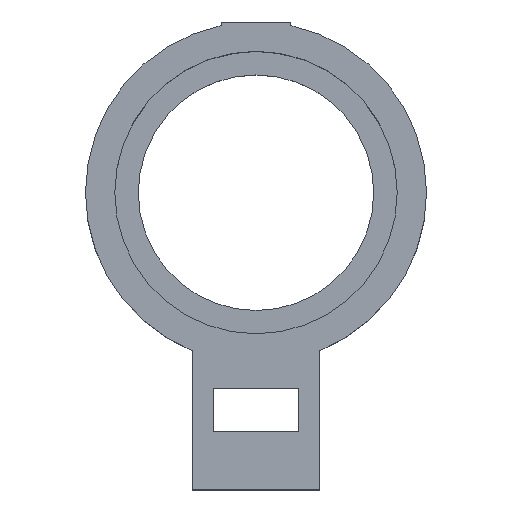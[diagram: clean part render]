
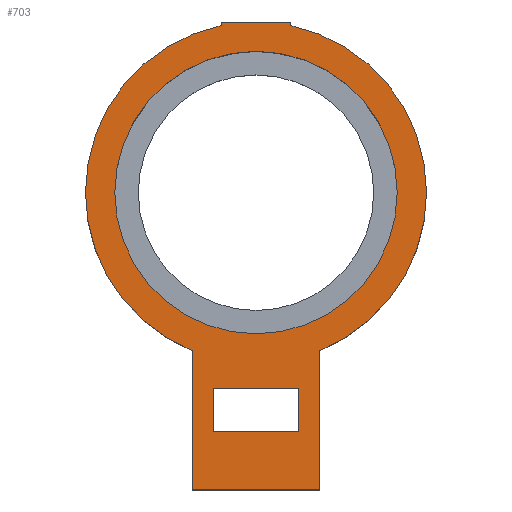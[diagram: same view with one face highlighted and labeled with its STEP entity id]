
A CAD part, top view. The second image highlights one B-rep face of the part: STEP entity #703.
In plain terms, the highlighted planar face has unit normal (0, 0, 1).
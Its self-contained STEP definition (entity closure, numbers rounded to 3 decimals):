
#22=FACE_BOUND('',#127,.T.);
#23=FACE_BOUND('',#128,.T.);
#43=PLANE('',#766);
#83=FACE_OUTER_BOUND('',#126,.T.);
#126=EDGE_LOOP('',(#643,#644,#645,#646,#647,#648,#649,#650));
#127=EDGE_LOOP('',(#651,#652,#653,#654));
#128=EDGE_LOOP('',(#655));
#159=CIRCLE('',#734,19.25);
#164=CIRCLE('',#755,23.25);
#165=CIRCLE('',#757,23.25);
#175=LINE('',#3077,#235);
#203=LINE('',#3288,#263);
#206=LINE('',#3294,#266);
#209=LINE('',#3299,#269);
#211=LINE('',#3302,#271);
#213=LINE('',#3308,#273);
#217=LINE('',#3316,#277);
#221=LINE('',#3323,#281);
#225=LINE('',#3344,#285);
#227=LINE('',#3347,#287);
#235=VECTOR('',#803,10.);
#263=VECTOR('',#861,10.);
#266=VECTOR('',#866,10.);
#269=VECTOR('',#871,10.);
#271=VECTOR('',#875,10.);
#273=VECTOR('',#879,10.);
#277=VECTOR('',#885,10.);
#281=VECTOR('',#891,10.);
#285=VECTOR('',#917,10.);
#287=VECTOR('',#921,10.);
#313=VERTEX_POINT('',#3075);
#314=VERTEX_POINT('',#3076);
#318=VERTEX_POINT('',#3086);
#337=VERTEX_POINT('',#3285);
#338=VERTEX_POINT('',#3287);
#340=VERTEX_POINT('',#3293);
#341=VERTEX_POINT('',#3298);
#342=VERTEX_POINT('',#3304);
#344=VERTEX_POINT('',#3307);
#346=VERTEX_POINT('',#3313);
#349=VERTEX_POINT('',#3320);
#351=VERTEX_POINT('',#3327);
#352=VERTEX_POINT('',#3331);
#389=EDGE_CURVE('',#313,#314,#175,.T.);
#395=EDGE_CURVE('',#318,#318,#159,.T.);
#424=EDGE_CURVE('',#338,#337,#203,.T.);
#427=EDGE_CURVE('',#340,#338,#206,.T.);
#430=EDGE_CURVE('',#341,#340,#209,.T.);
#432=EDGE_CURVE('',#337,#341,#211,.T.);
#434=EDGE_CURVE('',#344,#342,#213,.T.);
#438=EDGE_CURVE('',#342,#346,#217,.T.);
#442=EDGE_CURVE('',#344,#349,#221,.T.);
#445=EDGE_CURVE('',#351,#346,#164,.T.);
#446=EDGE_CURVE('',#349,#352,#165,.T.);
#452=EDGE_CURVE('',#314,#351,#225,.T.);
#454=EDGE_CURVE('',#352,#313,#227,.T.);
#643=ORIENTED_EDGE('',*,*,#445,.F.);
#644=ORIENTED_EDGE('',*,*,#452,.F.);
#645=ORIENTED_EDGE('',*,*,#389,.F.);
#646=ORIENTED_EDGE('',*,*,#454,.F.);
#647=ORIENTED_EDGE('',*,*,#446,.F.);
#648=ORIENTED_EDGE('',*,*,#442,.F.);
#649=ORIENTED_EDGE('',*,*,#434,.T.);
#650=ORIENTED_EDGE('',*,*,#438,.T.);
#651=ORIENTED_EDGE('',*,*,#424,.T.);
#652=ORIENTED_EDGE('',*,*,#432,.T.);
#653=ORIENTED_EDGE('',*,*,#430,.T.);
#654=ORIENTED_EDGE('',*,*,#427,.T.);
#655=ORIENTED_EDGE('',*,*,#395,.F.);
#703=ADVANCED_FACE('',(#83,#22,#23),#43,.T.);
#734=AXIS2_PLACEMENT_3D('',#3088,#812,#813);
#755=AXIS2_PLACEMENT_3D('',#3329,#897,#898);
#757=AXIS2_PLACEMENT_3D('',#3332,#901,#902);
#766=AXIS2_PLACEMENT_3D('',#3350,#925,#926);
#803=DIRECTION('',(1.,0.,0.));
#812=DIRECTION('center_axis',(0.,0.,1.));
#813=DIRECTION('ref_axis',(1.,0.,0.));
#861=DIRECTION('',(0.,-1.,0.));
#866=DIRECTION('',(1.,0.,0.));
#871=DIRECTION('',(0.,1.,0.));
#875=DIRECTION('',(-1.,0.,0.));
#879=DIRECTION('',(1.,0.,0.));
#885=DIRECTION('',(0.,1.,0.));
#891=DIRECTION('',(0.,1.,0.));
#897=DIRECTION('center_axis',(0.,0.,-1.));
#898=DIRECTION('ref_axis',(1.,0.,0.));
#901=DIRECTION('center_axis',(0.,0.,-1.));
#902=DIRECTION('ref_axis',(1.,0.,0.));
#917=DIRECTION('',(0.,-1.,0.));
#921=DIRECTION('',(0.,1.,0.));
#925=DIRECTION('center_axis',(0.,0.,1.));
#926=DIRECTION('ref_axis',(0.,-1.,0.));
#3075=CARTESIAN_POINT('',(-4.762,23.182,17.51));
#3076=CARTESIAN_POINT('',(4.763,23.182,17.51));
#3077=CARTESIAN_POINT('',(2.381,23.182,17.51));
#3086=CARTESIAN_POINT('',(-19.25,-0.068,17.51));
#3088=CARTESIAN_POINT('Origin',(0.,-0.068,17.51));
#3285=CARTESIAN_POINT('',(5.8,-32.589,17.51));
#3287=CARTESIAN_POINT('',(5.8,-26.747,17.51));
#3288=CARTESIAN_POINT('',(5.8,-33.669,17.51));
#3293=CARTESIAN_POINT('',(-5.8,-26.747,17.51));
#3294=CARTESIAN_POINT('',(-7.25,-26.747,17.51));
#3298=CARTESIAN_POINT('',(-5.8,-32.589,17.51));
#3299=CARTESIAN_POINT('',(-5.8,-36.59,17.51));
#3302=CARTESIAN_POINT('',(-1.45,-32.589,17.51));
#3304=CARTESIAN_POINT('',(8.7,-40.59,17.51));
#3307=CARTESIAN_POINT('',(-8.7,-40.59,17.51));
#3308=CARTESIAN_POINT('',(-8.7,-40.59,17.51));
#3313=CARTESIAN_POINT('',(8.7,-21.629,17.51));
#3316=CARTESIAN_POINT('',(8.7,-23.318,17.51));
#3320=CARTESIAN_POINT('',(-8.7,-21.629,17.51));
#3323=CARTESIAN_POINT('',(-8.7,-23.318,17.51));
#3327=CARTESIAN_POINT('',(4.763,22.689,17.51));
#3329=CARTESIAN_POINT('Origin',(0.,-0.068,17.51));
#3331=CARTESIAN_POINT('',(-4.763,22.689,17.51));
#3332=CARTESIAN_POINT('Origin',(0.,-0.068,17.51));
#3344=CARTESIAN_POINT('',(4.763,11.31,17.51));
#3347=CARTESIAN_POINT('',(-4.763,11.557,17.51));
#3350=CARTESIAN_POINT('Origin',(0.,-0.068,17.51));
